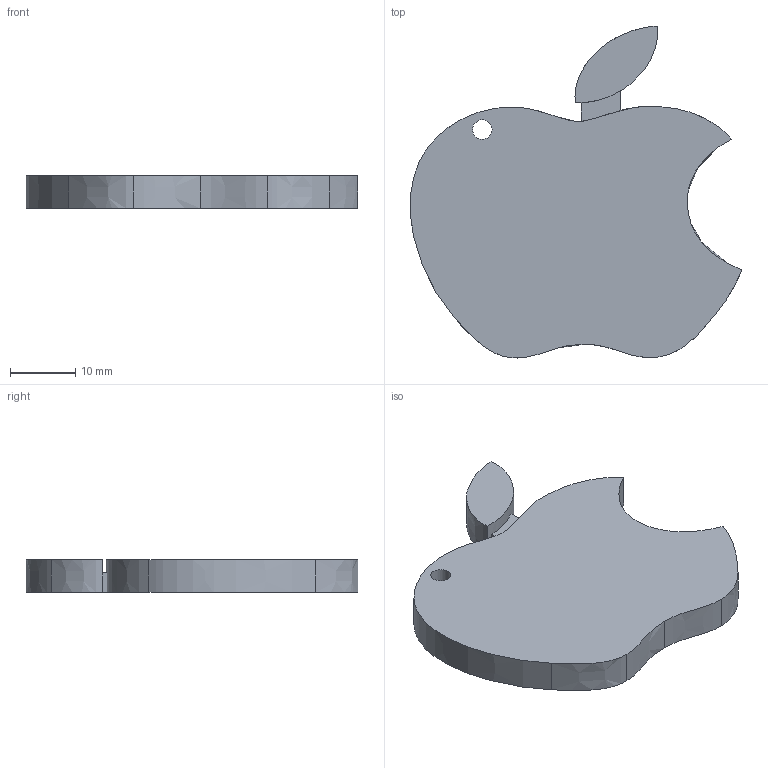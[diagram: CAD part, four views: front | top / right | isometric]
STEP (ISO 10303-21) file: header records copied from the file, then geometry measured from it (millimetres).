
FILE_DESCRIPTION(('FreeCAD Model'),'2;1');
FILE_NAME('Mac_Keychain.step','2015-03-16T15:44:38',('FreeCAD'),('FreeCAD' ),'Open CASCADE STEP processor 6.7','FreeCAD','Unknown');
FILE_SCHEMA(('AUTOMOTIVE_DESIGN_CC2 { 1 2 10303 214 -1 1 5 4 }'));
Length unit declared in the file: millimetre
Products named in the file (1): Keychain_final
Bounding box: 51 x 51 x 5 mm (x, y, z)
Volume: 8255.6 mm3; surface area: 4329.5 mm2
Topology: 1 solids, 1 shells, 23 faces, 63 edges, 42 vertices
Faces by surface type: extrusion 16, plane 6, cylinder 1
Full cylindrical faces by diameter (mm): 3 x1
Entity records: 2726 total; most frequent: CARTESIAN_POINT 1593, DIRECTION 136, ORIENTED_EDGE 126, PCURVE 126, DEFINITIONAL_REPRESENTATION 126, VECTOR 115, B_SPLINE_CURVE_WITH_KNOTS 102, LINE 99
